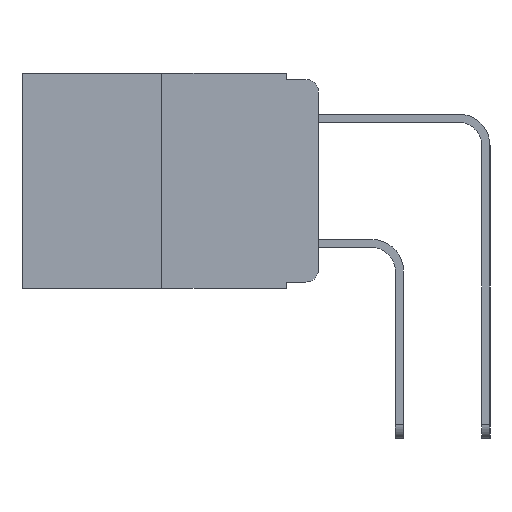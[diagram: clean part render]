
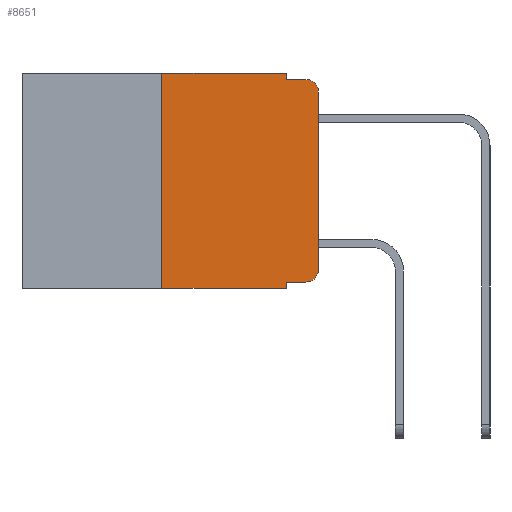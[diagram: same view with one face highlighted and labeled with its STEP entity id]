
A CAD part, left-side view. The second image highlights one B-rep face of the part: STEP entity #8651.
In plain terms, the highlighted planar face has unit normal (-1, 0, 0).
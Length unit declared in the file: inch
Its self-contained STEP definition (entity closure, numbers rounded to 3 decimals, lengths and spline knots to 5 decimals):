
#559 = ORIENTED_EDGE ( 'NONE', *, *, #11519, .F. ) ;
#941 = DIRECTION ( 'NONE',  ( 0., 0., -1. ) ) ;
#1082 = CARTESIAN_POINT ( 'NONE',  ( 0., 0.02, -0.03 ) ) ;
#1099 = CARTESIAN_POINT ( 'NONE',  ( 0., 0.02, -0.333 ) ) ;
#1268 = ORIENTED_EDGE ( 'NONE', *, *, #8660, .T. ) ;
#1483 = LINE ( 'NONE', #7322, #7250 ) ;
#1590 = LINE ( 'NONE', #4134, #12589 ) ;
#1660 = DIRECTION ( 'NONE',  ( 0., -1., 0. ) ) ;
#1727 = CARTESIAN_POINT ( 'NONE',  ( 0., 0.051, -0.01 ) ) ;
#1861 = VERTEX_POINT ( 'NONE', #3221 ) ;
#1883 = ORIENTED_EDGE ( 'NONE', *, *, #10239, .F. ) ;
#2241 = DIRECTION ( 'NONE',  ( 0., 0., -1. ) ) ;
#2636 = CARTESIAN_POINT ( 'NONE',  ( 0., 0.25, 0. ) ) ;
#2649 = CARTESIAN_POINT ( 'NONE',  ( 0., 0.051, 0. ) ) ;
#2669 = EDGE_CURVE ( 'NONE', #3117, #11594, #4538, .T. ) ;
#3117 = VERTEX_POINT ( 'NONE', #2636 ) ;
#3221 = CARTESIAN_POINT ( 'NONE',  ( 0., 0.051, -0.333 ) ) ;
#3288 = AXIS2_PLACEMENT_3D ( 'NONE', #1082, #9057, #2241 ) ;
#3447 = VERTEX_POINT ( 'NONE', #10090 ) ;
#4051 = VERTEX_POINT ( 'NONE', #1099 ) ;
#4134 = CARTESIAN_POINT ( 'NONE',  ( 0., 0.051, 0. ) ) ;
#4239 = CARTESIAN_POINT ( 'NONE',  ( 0., 0.051, -0.333 ) ) ;
#4444 = VERTEX_POINT ( 'NONE', #13807 ) ;
#4454 = CARTESIAN_POINT ( 'NONE',  ( 0., 0.02, -0.313 ) ) ;
#4538 = LINE ( 'NONE', #8263, #13154 ) ;
#4953 = LINE ( 'NONE', #1727, #5305 ) ;
#5173 = VERTEX_POINT ( 'NONE', #9779 ) ;
#5305 = VECTOR ( 'NONE', #12977, 39.37008 ) ;
#5438 = ORIENTED_EDGE ( 'NONE', *, *, #12975, .F. ) ;
#5440 = EDGE_CURVE ( 'NONE', #11594, #12933, #1590, .T. ) ;
#5485 = EDGE_CURVE ( 'NONE', #6587, #5173, #14437, .T. ) ;
#5617 = DIRECTION ( 'NONE',  ( 0., 0., -1. ) ) ;
#6037 = CARTESIAN_POINT ( 'NONE',  ( 0., 0.051, -0.01 ) ) ;
#6138 = LINE ( 'NONE', #12671, #14316 ) ;
#6201 = ORIENTED_EDGE ( 'NONE', *, *, #2669, .F. ) ;
#6557 = EDGE_CURVE ( 'NONE', #3447, #8970, #6138, .T. ) ;
#6587 = VERTEX_POINT ( 'NONE', #9756 ) ;
#6646 = ORIENTED_EDGE ( 'NONE', *, *, #6557, .T. ) ;
#6690 = PLANE ( 'NONE',  #11341 ) ;
#7250 = VECTOR ( 'NONE', #8449, 39.37008 ) ;
#7290 = CARTESIAN_POINT ( 'NONE',  ( 0., 0., 0. ) ) ;
#7292 = DIRECTION ( 'NONE',  ( 0., 0., 1. ) ) ;
#7322 = CARTESIAN_POINT ( 'NONE',  ( 0., 0.25, 0. ) ) ;
#7494 = DIRECTION ( 'NONE',  ( 0., 0., -1. ) ) ;
#7610 = LINE ( 'NONE', #4239, #10235 ) ;
#7822 = DIRECTION ( 'NONE',  ( 1., 0., 0. ) ) ;
#8219 = VECTOR ( 'NONE', #9466, 39.37008 ) ;
#8258 = DIRECTION ( 'NONE',  ( 0., -1., 0. ) ) ;
#8263 = CARTESIAN_POINT ( 'NONE',  ( 0., 0.473, 0. ) ) ;
#8323 = AXIS2_PLACEMENT_3D ( 'NONE', #4454, #12335, #5617 ) ;
#8449 = DIRECTION ( 'NONE',  ( 0., 0., 1. ) ) ;
#8536 = CARTESIAN_POINT ( 'NONE',  ( 0., 0.051, 0. ) ) ;
#8566 = LINE ( 'NONE', #2649, #8219 ) ;
#8651 = ADVANCED_FACE ( 'NONE', ( #10288 ), #6690, .F. ) ;
#8660 = EDGE_CURVE ( 'NONE', #4051, #6587, #12918, .T. ) ;
#8737 = DIRECTION ( 'NONE',  ( 0., -1., 0. ) ) ;
#8886 = VECTOR ( 'NONE', #7292, 39.37008 ) ;
#8970 = VERTEX_POINT ( 'NONE', #9418 ) ;
#9057 = DIRECTION ( 'NONE',  ( -1., 0., 0. ) ) ;
#9418 = CARTESIAN_POINT ( 'NONE',  ( 0., 0.051, -0.343 ) ) ;
#9466 = DIRECTION ( 'NONE',  ( 0., 0., -1. ) ) ;
#9498 = ORIENTED_EDGE ( 'NONE', *, *, #5440, .F. ) ;
#9756 = CARTESIAN_POINT ( 'NONE',  ( 0., 0., -0.313 ) ) ;
#9779 = CARTESIAN_POINT ( 'NONE',  ( 0., 0., -0.03 ) ) ;
#10090 = CARTESIAN_POINT ( 'NONE',  ( 0., 0.25, -0.343 ) ) ;
#10235 = VECTOR ( 'NONE', #8737, 39.37008 ) ;
#10239 = EDGE_CURVE ( 'NONE', #12933, #4444, #4953, .T. ) ;
#10288 = FACE_OUTER_BOUND ( 'NONE', #10721, .T. ) ;
#10721 = EDGE_LOOP ( 'NONE', ( #12187, #10726, #1883, #9498, #6201, #559, #6646, #5438, #11559, #1268 ) ) ;
#10726 = ORIENTED_EDGE ( 'NONE', *, *, #12748, .T. ) ;
#10847 = EDGE_CURVE ( 'NONE', #1861, #4051, #7610, .T. ) ;
#11341 = AXIS2_PLACEMENT_3D ( 'NONE', #14464, #7822, #941 ) ;
#11519 = EDGE_CURVE ( 'NONE', #3447, #3117, #1483, .T. ) ;
#11559 = ORIENTED_EDGE ( 'NONE', *, *, #10847, .T. ) ;
#11594 = VERTEX_POINT ( 'NONE', #8536 ) ;
#12102 = CIRCLE ( 'NONE', #3288, 0.02 ) ;
#12187 = ORIENTED_EDGE ( 'NONE', *, *, #5485, .T. ) ;
#12335 = DIRECTION ( 'NONE',  ( -1., 0., 0. ) ) ;
#12589 = VECTOR ( 'NONE', #7494, 39.37008 ) ;
#12671 = CARTESIAN_POINT ( 'NONE',  ( 0., 0.473, -0.343 ) ) ;
#12748 = EDGE_CURVE ( 'NONE', #5173, #4444, #12102, .T. ) ;
#12918 = CIRCLE ( 'NONE', #8323, 0.02 ) ;
#12933 = VERTEX_POINT ( 'NONE', #6037 ) ;
#12975 = EDGE_CURVE ( 'NONE', #1861, #8970, #8566, .T. ) ;
#12977 = DIRECTION ( 'NONE',  ( 0., -1., 0. ) ) ;
#13154 = VECTOR ( 'NONE', #8258, 39.37008 ) ;
#13807 = CARTESIAN_POINT ( 'NONE',  ( 0., 0.02, -0.01 ) ) ;
#14316 = VECTOR ( 'NONE', #1660, 39.37008 ) ;
#14437 = LINE ( 'NONE', #7290, #8886 ) ;
#14464 = CARTESIAN_POINT ( 'NONE',  ( 0., 0.473, 0. ) ) ;
